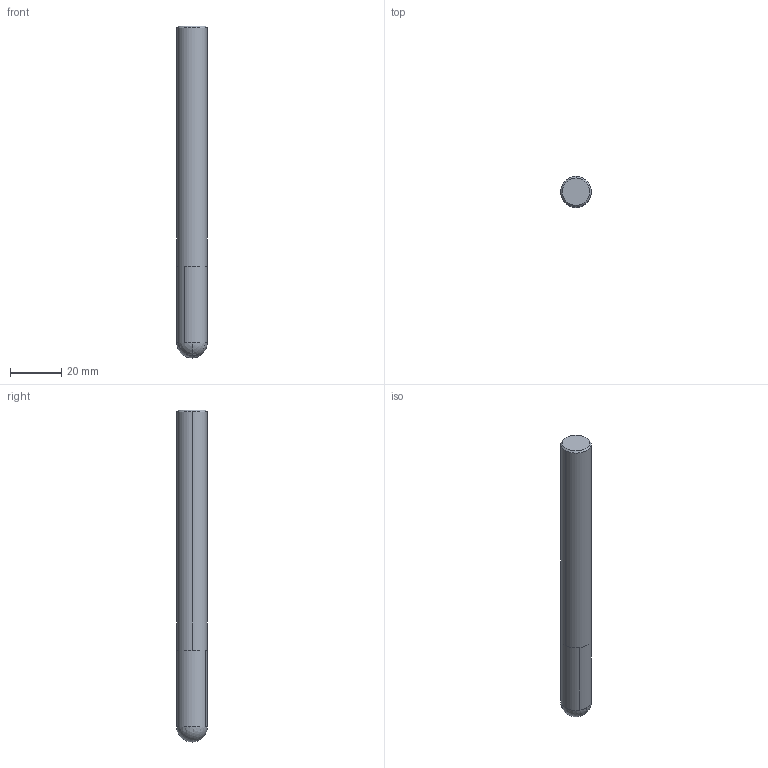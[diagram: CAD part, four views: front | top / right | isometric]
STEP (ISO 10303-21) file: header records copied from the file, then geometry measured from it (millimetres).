
FILE_DESCRIPTION(('no description'),'unknown implementation level');
FILE_NAME('8553621.stp',' ',('CIM GmbH Aachen'),('CADClick - KiM GmbH - www.kimweb.de'),'unknown preprocess','ACIS','unknown authorization');
FILE_SCHEMA(('automotive_design'));
Length unit declared in the file: millimetre
Products named in the file (2): 1; 2
Bounding box: 12 x 12 x 130 mm (x, y, z)
Volume: 14469.9 mm3; surface area: 5226.5 mm2
Topology: 2 solids, 2 shells, 11 faces, 25 edges, 14 vertices
Faces by surface type: cylinder 4, plane 3, cone 2, sphere 2
Entity records: 614 total; most frequent: DIRECTION 68, CARTESIAN_POINT 51, STYLED_ITEM 48, PRESENTATION_STYLE_ASSIGNMENT 48, COLOUR_RGB 48, ORIENTED_EDGE 42, AXIS2_PLACEMENT_3D 31, EDGE_CURVE 21
